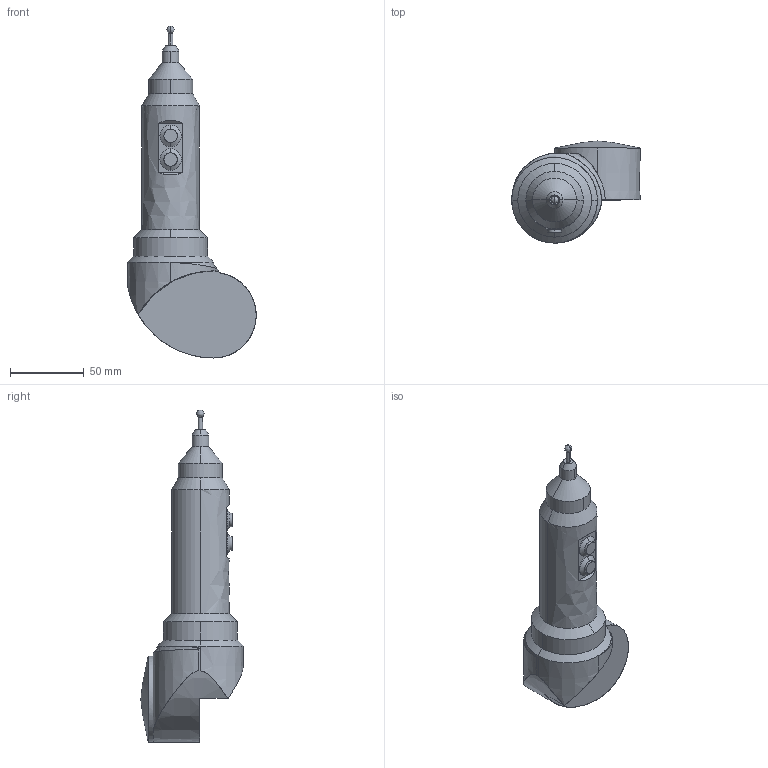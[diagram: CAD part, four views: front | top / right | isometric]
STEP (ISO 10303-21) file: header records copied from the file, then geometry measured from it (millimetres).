
FILE_DESCRIPTION(('FreeCAD Model'),'2;1');
FILE_NAME('Open CASCADE Shape Model','2021-07-06T19:57:09',('Author'),( ''),'Open CASCADE STEP processor 7.5','FreeCAD','Unknown');
FILE_SCHEMA(('AUTOMOTIVE_DESIGN { 1 0 10303 214 1 1 1 1 }'));
Length unit declared in the file: millimetre
Products named in the file (1): Unnamed_joint6
Bounding box: 87.02 x 69.32 x 225 mm (x, y, z)
Surface area: 35529.2 mm2 (no closed solid volume)
Topology: 0 solids, 61 shells, 61 faces, 300 edges, 296 vertices
Faces by surface type: revolution 44, plane 12, bspline 5
Entity records: 19104 total; most frequent: CARTESIAN_POINT 14761, DIRECTION 553, LINE 303, VECTOR 303, ORIENTED_EDGE 296, EDGE_CURVE 296, VERTEX_POINT 296, SURFACE_CURVE 296
